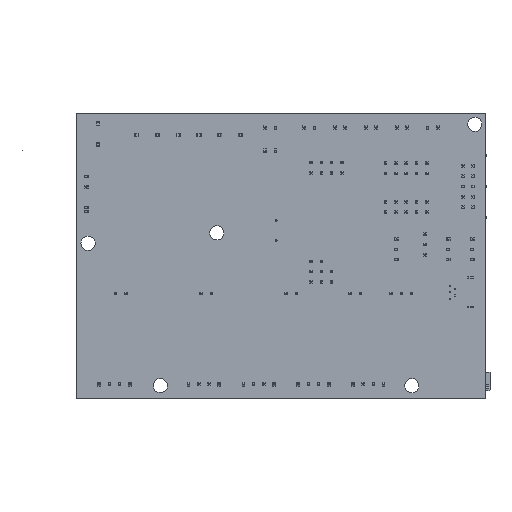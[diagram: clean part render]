
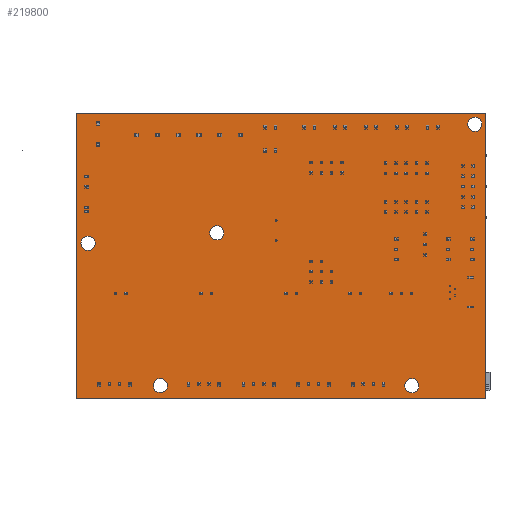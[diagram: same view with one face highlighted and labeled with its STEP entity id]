
A CAD part, front view. The second image highlights one B-rep face of the part: STEP entity #219800.
In plain terms, the highlighted planar face has unit normal (0, -1, 0).
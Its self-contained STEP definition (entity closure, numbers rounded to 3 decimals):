
#1330 = DIRECTION ( 'NONE',  ( 0., 0., 1. ) ) ;
#1898 = CARTESIAN_POINT ( 'NONE',  ( -29.8, 0., -30.15 ) ) ;
#4575 = DIRECTION ( 'NONE',  ( 0., 1., 0. ) ) ;
#7893 = AXIS2_PLACEMENT_3D ( 'NONE', #161748, #237897, #289173 ) ;
#8490 = DIRECTION ( 'NONE',  ( 0., 0., 1. ) ) ;
#9838 = AXIS2_PLACEMENT_3D ( 'NONE', #277662, #4575, #1330 ) ;
#12400 = EDGE_CURVE ( 'NONE', #157769, #239612, #253704, .T. ) ;
#14376 = DIRECTION ( 'NONE',  ( 0., 1., 0. ) ) ;
#14412 = CARTESIAN_POINT ( 'NONE',  ( 47.6, 0., 32.4 ) ) ;
#15174 = DIRECTION ( 'NONE',  ( 0., 0., 1. ) ) ;
#18567 = ORIENTED_EDGE ( 'NONE', *, *, #312522, .T. ) ;
#18623 = DIRECTION ( 'NONE',  ( 0., 0., 1. ) ) ;
#21368 = EDGE_LOOP ( 'NONE', ( #132925, #91767 ) ) ;
#21793 = CIRCLE ( 'NONE', #301923, 1.75 ) ;
#25203 = CARTESIAN_POINT ( 'NONE',  ( -50.35, 0., -35.15 ) ) ;
#26184 = CARTESIAN_POINT ( 'NONE',  ( -50.35, 0., -35.15 ) ) ;
#26857 = EDGE_CURVE ( 'NONE', #84540, #53970, #247115, .T. ) ;
#27039 = DIRECTION ( 'NONE',  ( 0., 0., -1. ) ) ;
#38423 = CARTESIAN_POINT ( 'NONE',  ( -15.9, 0., 3.95 ) ) ;
#39271 = ORIENTED_EDGE ( 'NONE', *, *, #302425, .T. ) ;
#41466 = CARTESIAN_POINT ( 'NONE',  ( 50.35, 0., -35.15 ) ) ;
#44985 = DIRECTION ( 'NONE',  ( 0., 1., 0. ) ) ;
#50775 = VERTEX_POINT ( 'NONE', #100195 ) ;
#51740 = AXIS2_PLACEMENT_3D ( 'NONE', #73196, #306504, #101314 ) ;
#53970 = VERTEX_POINT ( 'NONE', #254292 ) ;
#59096 = FACE_BOUND ( 'NONE', #273217, .T. ) ;
#60267 = VERTEX_POINT ( 'NONE', #38423 ) ;
#60722 = CARTESIAN_POINT ( 'NONE',  ( 47.6, 0., 30.65 ) ) ;
#62282 = EDGE_CURVE ( 'NONE', #53970, #84540, #65250, .T. ) ;
#63176 = DIRECTION ( 'NONE',  ( 0., 0., 1. ) ) ;
#63929 = EDGE_LOOP ( 'NONE', ( #322086, #184912 ) ) ;
#63963 = FACE_BOUND ( 'NONE', #63929, .T. ) ;
#64009 = DIRECTION ( 'NONE',  ( 0., 1., 0. ) ) ;
#64556 = CIRCLE ( 'NONE', #249542, 1.75 ) ;
#65250 = CIRCLE ( 'NONE', #218605, 1.75 ) ;
#67036 = LINE ( 'NONE', #25203, #177508 ) ;
#70924 = CIRCLE ( 'NONE', #324773, 1.75 ) ;
#72841 = EDGE_CURVE ( 'NONE', #204251, #81442, #204087, .T. ) ;
#73196 = CARTESIAN_POINT ( 'NONE',  ( 32.1, 0., -31.9 ) ) ;
#81442 = VERTEX_POINT ( 'NONE', #147780 ) ;
#84540 = VERTEX_POINT ( 'NONE', #116579 ) ;
#87517 = DIRECTION ( 'NONE',  ( 0., 1., 0. ) ) ;
#89052 = VERTEX_POINT ( 'NONE', #173083 ) ;
#89564 = CIRCLE ( 'NONE', #274589, 1.75 ) ;
#91767 = ORIENTED_EDGE ( 'NONE', *, *, #26857, .T. ) ;
#91811 = VERTEX_POINT ( 'NONE', #1898 ) ;
#100195 = CARTESIAN_POINT ( 'NONE',  ( -47.6, 0., 4.85 ) ) ;
#101314 = DIRECTION ( 'NONE',  ( 0., 0., 1. ) ) ;
#106402 = DIRECTION ( 'NONE',  ( 0., 0., 1. ) ) ;
#111904 = AXIS2_PLACEMENT_3D ( 'NONE', #241062, #14376, #315571 ) ;
#111993 = FACE_BOUND ( 'NONE', #243526, .T. ) ;
#112389 = DIRECTION ( 'NONE',  ( 0., 0., 1. ) ) ;
#113384 = EDGE_CURVE ( 'NONE', #50775, #163810, #70924, .T. ) ;
#116579 = CARTESIAN_POINT ( 'NONE',  ( 32.1, 0., -33.65 ) ) ;
#117429 = VECTOR ( 'NONE', #106402, 1000. ) ;
#118060 = CARTESIAN_POINT ( 'NONE',  ( -47.6, 0., 1.35 ) ) ;
#118221 = EDGE_LOOP ( 'NONE', ( #230107, #199717, #126267, #233672 ) ) ;
#122758 = CARTESIAN_POINT ( 'NONE',  ( -47.6, 0., 3.1 ) ) ;
#126267 = ORIENTED_EDGE ( 'NONE', *, *, #72841, .F. ) ;
#132925 = ORIENTED_EDGE ( 'NONE', *, *, #62282, .T. ) ;
#135894 = AXIS2_PLACEMENT_3D ( 'NONE', #122758, #44985, #18623 ) ;
#143382 = DIRECTION ( 'NONE',  ( 0., 0., 1. ) ) ;
#145344 = CARTESIAN_POINT ( 'NONE',  ( 32.1, 0., -31.9 ) ) ;
#147780 = CARTESIAN_POINT ( 'NONE',  ( -50.35, 0., 35.15 ) ) ;
#151870 = DIRECTION ( 'NONE',  ( 0., 1., 0. ) ) ;
#152471 = CIRCLE ( 'NONE', #9838, 1.75 ) ;
#157188 = CIRCLE ( 'NONE', #135894, 1.75 ) ;
#157769 = VERTEX_POINT ( 'NONE', #212260 ) ;
#158821 = VECTOR ( 'NONE', #27039, 1000. ) ;
#160057 = FACE_OUTER_BOUND ( 'NONE', #118221, .T. ) ;
#161748 = CARTESIAN_POINT ( 'NONE',  ( -15.9, 0., 5.7 ) ) ;
#163810 = VERTEX_POINT ( 'NONE', #118060 ) ;
#166290 = VERTEX_POINT ( 'NONE', #60722 ) ;
#171890 = LINE ( 'NONE', #271259, #283652 ) ;
#173083 = CARTESIAN_POINT ( 'NONE',  ( -15.9, 0., 7.45 ) ) ;
#177018 = EDGE_CURVE ( 'NONE', #303827, #91811, #21793, .T. ) ;
#177508 = VECTOR ( 'NONE', #267368, 1000. ) ;
#184912 = ORIENTED_EDGE ( 'NONE', *, *, #324071, .T. ) ;
#186521 = PLANE ( 'NONE',  #111904 ) ;
#197107 = CARTESIAN_POINT ( 'NONE',  ( -29.8, 0., -31.9 ) ) ;
#199717 = ORIENTED_EDGE ( 'NONE', *, *, #229666, .F. ) ;
#203412 = CARTESIAN_POINT ( 'NONE',  ( -29.8, 0., -33.65 ) ) ;
#204087 = LINE ( 'NONE', #306716, #117429 ) ;
#204251 = VERTEX_POINT ( 'NONE', #26184 ) ;
#212260 = CARTESIAN_POINT ( 'NONE',  ( 50.35, 0., 35.15 ) ) ;
#216210 = FACE_BOUND ( 'NONE', #235623, .T. ) ;
#218605 = AXIS2_PLACEMENT_3D ( 'NONE', #145344, #87517, #112389 ) ;
#219800 = ADVANCED_FACE ( 'NONE', ( #261029, #63963, #111993, #59096, #216210, #160057 ), #186521, .F. ) ;
#228029 = CARTESIAN_POINT ( 'NONE',  ( -15.9, 0., 5.7 ) ) ;
#228670 = CARTESIAN_POINT ( 'NONE',  ( -29.8, 0., -31.9 ) ) ;
#229666 = EDGE_CURVE ( 'NONE', #81442, #157769, #171890, .T. ) ;
#230107 = ORIENTED_EDGE ( 'NONE', *, *, #12400, .F. ) ;
#233672 = ORIENTED_EDGE ( 'NONE', *, *, #284209, .F. ) ;
#235623 = EDGE_LOOP ( 'NONE', ( #18567, #254626 ) ) ;
#237897 = DIRECTION ( 'NONE',  ( 0., 1., 0. ) ) ;
#239612 = VERTEX_POINT ( 'NONE', #41466 ) ;
#241062 = CARTESIAN_POINT ( 'NONE',  ( 0., 0., 0. ) ) ;
#241087 = VERTEX_POINT ( 'NONE', #294331 ) ;
#241872 = DIRECTION ( 'NONE',  ( 0., 1., 0. ) ) ;
#243092 = EDGE_CURVE ( 'NONE', #89052, #60267, #293230, .T. ) ;
#243526 = EDGE_LOOP ( 'NONE', ( #324034, #39271 ) ) ;
#243895 = AXIS2_PLACEMENT_3D ( 'NONE', #14412, #64009, #143382 ) ;
#246420 = DIRECTION ( 'NONE',  ( 1., 0., 0. ) ) ;
#247115 = CIRCLE ( 'NONE', #51740, 1.75 ) ;
#249542 = AXIS2_PLACEMENT_3D ( 'NONE', #228670, #304791, #8490 ) ;
#249691 = ORIENTED_EDGE ( 'NONE', *, *, #260623, .T. ) ;
#251221 = DIRECTION ( 'NONE',  ( 0., 0., 1. ) ) ;
#253704 = LINE ( 'NONE', #300074, #158821 ) ;
#254292 = CARTESIAN_POINT ( 'NONE',  ( 32.1, 0., -30.15 ) ) ;
#254626 = ORIENTED_EDGE ( 'NONE', *, *, #177018, .T. ) ;
#260623 = EDGE_CURVE ( 'NONE', #166290, #241087, #323104, .T. ) ;
#261029 = FACE_BOUND ( 'NONE', #21368, .T. ) ;
#267368 = DIRECTION ( 'NONE',  ( -1., 0., 0. ) ) ;
#271259 = CARTESIAN_POINT ( 'NONE',  ( -50.35, 0., 35.15 ) ) ;
#273217 = EDGE_LOOP ( 'NONE', ( #324063, #249691 ) ) ;
#274589 = AXIS2_PLACEMENT_3D ( 'NONE', #228029, #151870, #251221 ) ;
#277662 = CARTESIAN_POINT ( 'NONE',  ( 47.6, 0., 32.4 ) ) ;
#283652 = VECTOR ( 'NONE', #246420, 1000. ) ;
#284209 = EDGE_CURVE ( 'NONE', #239612, #204251, #67036, .T. ) ;
#289173 = DIRECTION ( 'NONE',  ( 0., 0., 1. ) ) ;
#293230 = CIRCLE ( 'NONE', #7893, 1.75 ) ;
#294331 = CARTESIAN_POINT ( 'NONE',  ( 47.6, 0., 34.15 ) ) ;
#300074 = CARTESIAN_POINT ( 'NONE',  ( 50.35, 0., -35.15 ) ) ;
#301923 = AXIS2_PLACEMENT_3D ( 'NONE', #197107, #319716, #63176 ) ;
#302425 = EDGE_CURVE ( 'NONE', #163810, #50775, #157188, .T. ) ;
#303827 = VERTEX_POINT ( 'NONE', #203412 ) ;
#304791 = DIRECTION ( 'NONE',  ( 0., 1., 0. ) ) ;
#306504 = DIRECTION ( 'NONE',  ( 0., 1., 0. ) ) ;
#306716 = CARTESIAN_POINT ( 'NONE',  ( -50.35, 0., -35.15 ) ) ;
#307374 = EDGE_CURVE ( 'NONE', #241087, #166290, #152471, .T. ) ;
#312522 = EDGE_CURVE ( 'NONE', #91811, #303827, #64556, .T. ) ;
#315571 = DIRECTION ( 'NONE',  ( 0., 0., 1. ) ) ;
#316379 = CARTESIAN_POINT ( 'NONE',  ( -47.6, 0., 3.1 ) ) ;
#319716 = DIRECTION ( 'NONE',  ( 0., 1., 0. ) ) ;
#322086 = ORIENTED_EDGE ( 'NONE', *, *, #243092, .T. ) ;
#323104 = CIRCLE ( 'NONE', #243895, 1.75 ) ;
#324034 = ORIENTED_EDGE ( 'NONE', *, *, #113384, .T. ) ;
#324063 = ORIENTED_EDGE ( 'NONE', *, *, #307374, .T. ) ;
#324071 = EDGE_CURVE ( 'NONE', #60267, #89052, #89564, .T. ) ;
#324773 = AXIS2_PLACEMENT_3D ( 'NONE', #316379, #241872, #15174 ) ;
